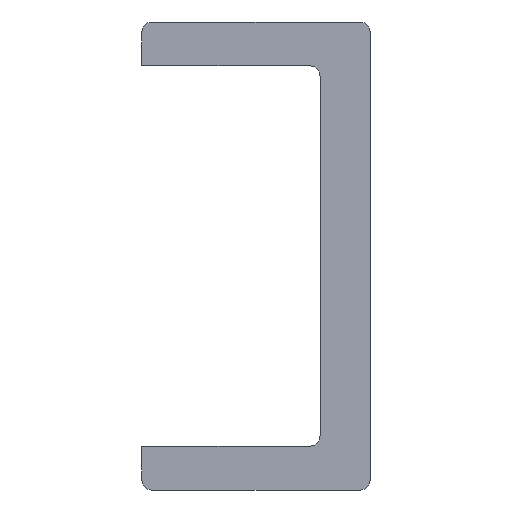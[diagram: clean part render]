
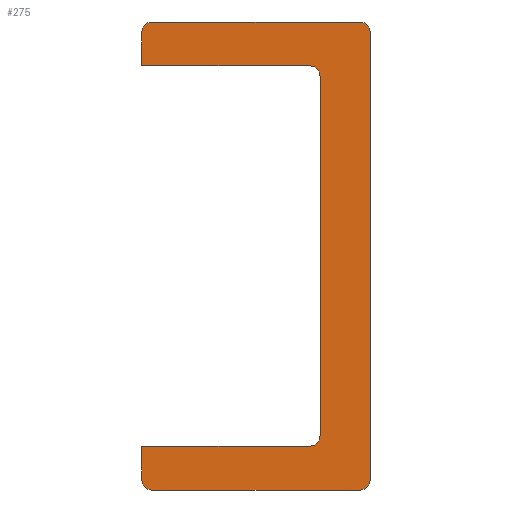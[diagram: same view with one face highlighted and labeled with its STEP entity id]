
A CAD part, front view. The second image highlights one B-rep face of the part: STEP entity #275.
In plain terms, the highlighted planar face has unit normal (0, -1, 0).
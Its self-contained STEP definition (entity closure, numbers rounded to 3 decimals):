
#275 = ADVANCED_FACE( '', ( #669 ), #670, .F. );
#669 = FACE_OUTER_BOUND( '', #1270, .T. );
#670 = PLANE( '', #1271 );
#1270 = EDGE_LOOP( '', ( #2014, #2015, #2016, #2017, #2018, #2019, #2020, #2021, #2022, #2023, #2024, #2025, #2026, #2027 ) );
#1271 = AXIS2_PLACEMENT_3D( '', #2028, #2029, #2030 );
#2014 = ORIENTED_EDGE( '', *, *, #2742, .F. );
#2015 = ORIENTED_EDGE( '', *, *, #2743, .T. );
#2016 = ORIENTED_EDGE( '', *, *, #2605, .F. );
#2017 = ORIENTED_EDGE( '', *, *, #2670, .T. );
#2018 = ORIENTED_EDGE( '', *, *, #2655, .F. );
#2019 = ORIENTED_EDGE( '', *, *, #2744, .F. );
#2020 = ORIENTED_EDGE( '', *, *, #2745, .F. );
#2021 = ORIENTED_EDGE( '', *, *, #2746, .F. );
#2022 = ORIENTED_EDGE( '', *, *, #2747, .F. );
#2023 = ORIENTED_EDGE( '', *, *, #2632, .F. );
#2024 = ORIENTED_EDGE( '', *, *, #2629, .F. );
#2025 = ORIENTED_EDGE( '', *, *, #2748, .T. );
#2026 = ORIENTED_EDGE( '', *, *, #2578, .F. );
#2027 = ORIENTED_EDGE( '', *, *, #2749, .T. );
#2028 = CARTESIAN_POINT( '', ( -10.5, 0., 21.5 ) );
#2029 = DIRECTION( '', ( 0., 1., 0. ) );
#2030 = DIRECTION( '', ( 0., 0., 1. ) );
#2578 = EDGE_CURVE( '', #2918, #2920, #2921, .T. );
#2605 = EDGE_CURVE( '', #2964, #2965, #2966, .T. );
#2629 = EDGE_CURVE( '', #3004, #3006, #3007, .T. );
#2632 = EDGE_CURVE( '', #3006, #3010, #3011, .T. );
#2655 = EDGE_CURVE( '', #3047, #3048, #3049, .T. );
#2670 = EDGE_CURVE( '', #2964, #3048, #3072, .F. );
#2742 = EDGE_CURVE( '', #3186, #3187, #3188, .T. );
#2743 = EDGE_CURVE( '', #3186, #2965, #3189, .F. );
#2744 = EDGE_CURVE( '', #3190, #3047, #3191, .T. );
#2745 = EDGE_CURVE( '', #3192, #3190, #3193, .T. );
#2746 = EDGE_CURVE( '', #3194, #3192, #3195, .T. );
#2747 = EDGE_CURVE( '', #3010, #3194, #3196, .T. );
#2748 = EDGE_CURVE( '', #3004, #2920, #3197, .F. );
#2749 = EDGE_CURVE( '', #2918, #3187, #3198, .F. );
#2918 = VERTEX_POINT( '', #3434 );
#2920 = VERTEX_POINT( '', #3437 );
#2921 = LINE( '', #3438, #3439 );
#2964 = VERTEX_POINT( '', #3483 );
#2965 = VERTEX_POINT( '', #3484 );
#2966 = LINE( '', #3485, #3486 );
#3004 = VERTEX_POINT( '', #3528 );
#3006 = VERTEX_POINT( '', #3531 );
#3007 = LINE( '', #3532, #3533 );
#3010 = VERTEX_POINT( '', #3537 );
#3011 = LINE( '', #3538, #3539 );
#3047 = VERTEX_POINT( '', #3577 );
#3048 = VERTEX_POINT( '', #3578 );
#3049 = LINE( '', #3579, #3580 );
#3072 = CIRCLE( '', #3606, 0.9 );
#3186 = VERTEX_POINT( '', #3723 );
#3187 = VERTEX_POINT( '', #3724 );
#3188 = LINE( '', #3725, #3726 );
#3189 = CIRCLE( '', #3727, 0.9 );
#3190 = VERTEX_POINT( '', #3728 );
#3191 = LINE( '', #3729, #3730 );
#3192 = VERTEX_POINT( '', #3731 );
#3193 = CIRCLE( '', #3732, 1. );
#3194 = VERTEX_POINT( '', #3733 );
#3195 = LINE( '', #3734, #3735 );
#3196 = CIRCLE( '', #3736, 1. );
#3197 = CIRCLE( '', #3737, 0.9 );
#3198 = CIRCLE( '', #3738, 0.9 );
#3434 = CARTESIAN_POINT( '', ( 9.6, 0., -21.5 ) );
#3437 = CARTESIAN_POINT( '', ( -9.6, 0., -21.5 ) );
#3438 = CARTESIAN_POINT( '', ( 10.5, 0., -21.5 ) );
#3439 = VECTOR( '', #3980, 1000. );
#3483 = CARTESIAN_POINT( '', ( -9.6, 0., 21.5 ) );
#3484 = CARTESIAN_POINT( '', ( 9.6, 0., 21.5 ) );
#3485 = CARTESIAN_POINT( '', ( -10.5, 0., 21.5 ) );
#3486 = VECTOR( '', #4030, 1000. );
#3528 = CARTESIAN_POINT( '', ( -10.5, 0., -20.6 ) );
#3531 = CARTESIAN_POINT( '', ( -10.5, 0., -17.5 ) );
#3532 = CARTESIAN_POINT( '', ( -10.5, 0., -21.5 ) );
#3533 = VECTOR( '', #4069, 1000. );
#3537 = CARTESIAN_POINT( '', ( 4.9, 0., -17.5 ) );
#3538 = CARTESIAN_POINT( '', ( 4.9, 0., -17.5 ) );
#3539 = VECTOR( '', #4071, 1000. );
#3577 = CARTESIAN_POINT( '', ( -10.5, 0., 17.5 ) );
#3578 = CARTESIAN_POINT( '', ( -10.5, 0., 20.6 ) );
#3579 = CARTESIAN_POINT( '', ( -10.5, 0., -21.5 ) );
#3580 = VECTOR( '', #4110, 1000. );
#3606 = AXIS2_PLACEMENT_3D( '', #4135, #4136, #4137 );
#3723 = CARTESIAN_POINT( '', ( 10.5, 0., 20.6 ) );
#3724 = CARTESIAN_POINT( '', ( 10.5, 0., -20.6 ) );
#3725 = CARTESIAN_POINT( '', ( 10.5, 0., 21.5 ) );
#3726 = VECTOR( '', #4267, 1000. );
#3727 = AXIS2_PLACEMENT_3D( '', #4268, #4269, #4270 );
#3728 = CARTESIAN_POINT( '', ( 4.9, 0., 17.5 ) );
#3729 = CARTESIAN_POINT( '', ( 4.9, 0., 17.5 ) );
#3730 = VECTOR( '', #4271, 1000. );
#3731 = CARTESIAN_POINT( '', ( 5.9, 0., 16.5 ) );
#3732 = AXIS2_PLACEMENT_3D( '', #4272, #4273, #4274 );
#3733 = CARTESIAN_POINT( '', ( 5.9, 0., -16.5 ) );
#3734 = CARTESIAN_POINT( '', ( 5.9, 0., 16.5 ) );
#3735 = VECTOR( '', #4275, 1000. );
#3736 = AXIS2_PLACEMENT_3D( '', #4276, #4277, #4278 );
#3737 = AXIS2_PLACEMENT_3D( '', #4279, #4280, #4281 );
#3738 = AXIS2_PLACEMENT_3D( '', #4282, #4283, #4284 );
#3980 = DIRECTION( '', ( -1., 0., 0. ) );
#4030 = DIRECTION( '', ( 1., 0., 0. ) );
#4069 = DIRECTION( '', ( 0., 0., 1. ) );
#4071 = DIRECTION( '', ( 1., 0., 0. ) );
#4110 = DIRECTION( '', ( 0., 0., 1. ) );
#4135 = CARTESIAN_POINT( '', ( -9.6, 0., 20.6 ) );
#4136 = DIRECTION( '', ( 0., 1., 0. ) );
#4137 = DIRECTION( '', ( 0., 0., 1. ) );
#4267 = DIRECTION( '', ( 0., 0., -1. ) );
#4268 = CARTESIAN_POINT( '', ( 9.6, 0., 20.6 ) );
#4269 = DIRECTION( '', ( 0., 1., 0. ) );
#4270 = DIRECTION( '', ( 0., 0., 1. ) );
#4271 = DIRECTION( '', ( -1., 0., 0. ) );
#4272 = CARTESIAN_POINT( '', ( 4.9, 0., 16.5 ) );
#4273 = DIRECTION( '', ( 0., -1., 0. ) );
#4274 = DIRECTION( '', ( -1., 0., 0. ) );
#4275 = DIRECTION( '', ( 0., 0., 1. ) );
#4276 = CARTESIAN_POINT( '', ( 4.9, 0., -16.5 ) );
#4277 = DIRECTION( '', ( 0., -1., 0. ) );
#4278 = DIRECTION( '', ( -1., 0., 0. ) );
#4279 = CARTESIAN_POINT( '', ( -9.6, 0., -20.6 ) );
#4280 = DIRECTION( '', ( 0., 1., 0. ) );
#4281 = DIRECTION( '', ( 0., 0., 1. ) );
#4282 = CARTESIAN_POINT( '', ( 9.6, 0., -20.6 ) );
#4283 = DIRECTION( '', ( 0., 1., 0. ) );
#4284 = DIRECTION( '', ( 0., 0., 1. ) );
